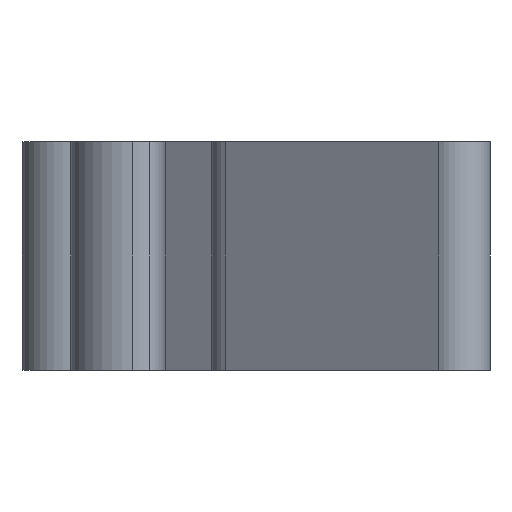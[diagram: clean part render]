
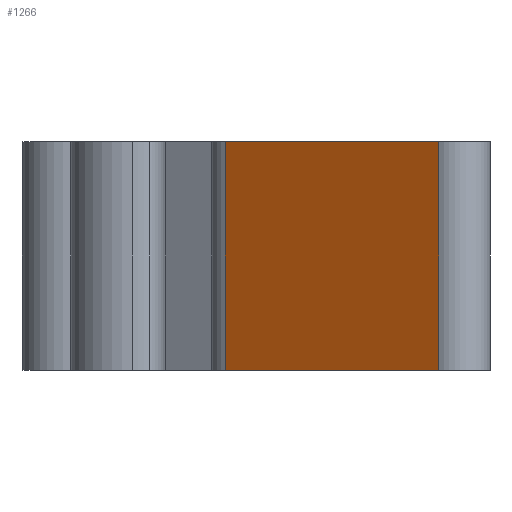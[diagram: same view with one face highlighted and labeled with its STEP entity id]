
A CAD part, left-side view. The second image highlights one B-rep face of the part: STEP entity #1266.
In plain terms, the highlighted planar face has unit normal (-0.819, 0.574, 0).
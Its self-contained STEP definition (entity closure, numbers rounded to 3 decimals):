
#23 = CARTESIAN_POINT ( 'NONE',  ( -13.083, -0.747, 0. ) ) ;
#59 = CARTESIAN_POINT ( 'NONE',  ( -11.776, 1.118, 3.5 ) ) ;
#60 = PLANE ( 'NONE',  #1320 ) ;
#132 = CARTESIAN_POINT ( 'NONE',  ( -13.083, -0.747, 3.5 ) ) ;
#134 = EDGE_CURVE ( 'NONE', #630, #1217, #528, .T. ) ;
#241 = FACE_OUTER_BOUND ( 'NONE', #1235, .T. ) ;
#264 = ORIENTED_EDGE ( 'NONE', *, *, #627, .F. ) ;
#286 = VERTEX_POINT ( 'NONE', #132 ) ;
#317 = DIRECTION ( 'NONE',  ( 0.574, 0.819, 0. ) ) ;
#332 = ORIENTED_EDGE ( 'NONE', *, *, #134, .T. ) ;
#339 = EDGE_CURVE ( 'NONE', #1024, #630, #1040, .T. ) ;
#397 = DIRECTION ( 'NONE',  ( 0., 0., -1. ) ) ;
#447 = CARTESIAN_POINT ( 'NONE',  ( -10.797, 2.517, 0. ) ) ;
#528 = LINE ( 'NONE', #1237, #715 ) ;
#538 = ORIENTED_EDGE ( 'NONE', *, *, #742, .T. ) ;
#568 = LINE ( 'NONE', #1633, #1415 ) ;
#588 = VECTOR ( 'NONE', #397, 1000. ) ;
#603 = DIRECTION ( 'NONE',  ( -0.574, -0.819, 0. ) ) ;
#627 = EDGE_CURVE ( 'NONE', #1024, #286, #665, .T. ) ;
#630 = VERTEX_POINT ( 'NONE', #447 ) ;
#665 = LINE ( 'NONE', #59, #1518 ) ;
#715 = VECTOR ( 'NONE', #603, 1000. ) ;
#742 = EDGE_CURVE ( 'NONE', #1217, #286, #568, .T. ) ;
#783 = CARTESIAN_POINT ( 'NONE',  ( -10.797, 2.517, 3.5 ) ) ;
#834 = DIRECTION ( 'NONE',  ( 0.819, -0.574, 0. ) ) ;
#872 = DIRECTION ( 'NONE',  ( 0., 0., 1. ) ) ;
#949 = DIRECTION ( 'NONE',  ( -0.574, -0.819, 0. ) ) ;
#1024 = VERTEX_POINT ( 'NONE', #783 ) ;
#1040 = LINE ( 'NONE', #1544, #588 ) ;
#1115 = ORIENTED_EDGE ( 'NONE', *, *, #339, .T. ) ;
#1217 = VERTEX_POINT ( 'NONE', #23 ) ;
#1235 = EDGE_LOOP ( 'NONE', ( #332, #538, #264, #1115 ) ) ;
#1237 = CARTESIAN_POINT ( 'NONE',  ( -11.776, 1.118, 0. ) ) ;
#1266 = ADVANCED_FACE ( 'NONE', ( #241 ), #60, .F. ) ;
#1320 = AXIS2_PLACEMENT_3D ( 'NONE', #1468, #834, #317 ) ;
#1415 = VECTOR ( 'NONE', #872, 1000. ) ;
#1468 = CARTESIAN_POINT ( 'NONE',  ( -11.776, 1.118, 3.5 ) ) ;
#1518 = VECTOR ( 'NONE', #949, 1000. ) ;
#1544 = CARTESIAN_POINT ( 'NONE',  ( -10.797, 2.517, 3.5 ) ) ;
#1633 = CARTESIAN_POINT ( 'NONE',  ( -13.083, -0.747, -3.721 ) ) ;
